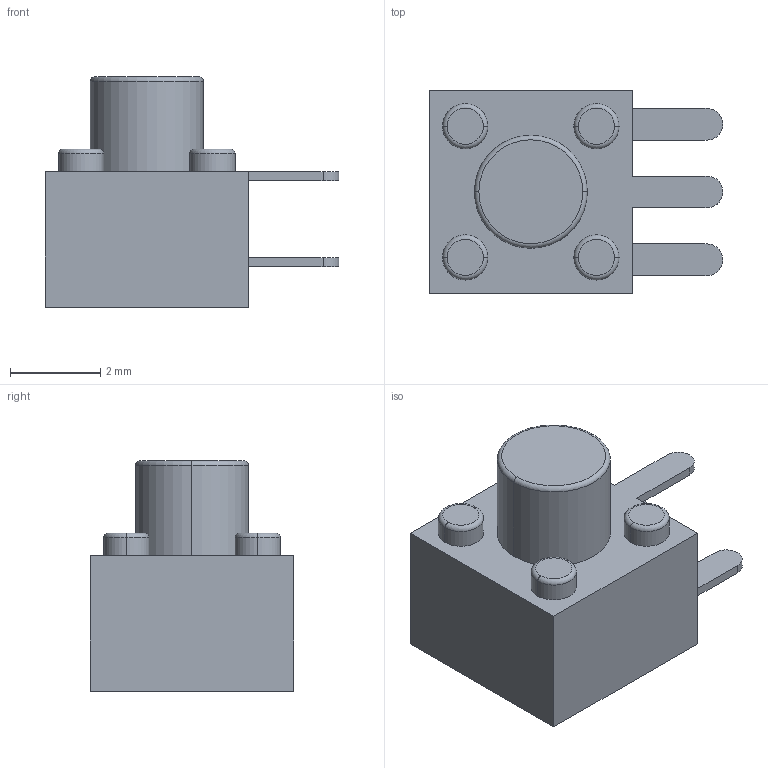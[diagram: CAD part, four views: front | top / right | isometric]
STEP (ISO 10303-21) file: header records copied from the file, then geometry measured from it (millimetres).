
FILE_DESCRIPTION (( 'STEP AP214' ), '1' );
FILE_NAME ('KAN4562-0501C.STEP', '2019-12-10T19:22:28', ( '' ), ( '' ), 'SwSTEP 2.0', 'SolidWorks 2019', '' );
FILE_SCHEMA (( 'AUTOMOTIVE_DESIGN' ));
Length unit declared in the file: millimetre
Products named in the file (1): KAN4562-0501C
Bounding box: 6.5 x 4.5 x 5.1 mm (x, y, z)
Volume: 73.4 mm3; surface area: 126.7 mm2
Topology: 1 solids, 1 shells, 48 faces, 107 edges, 68 vertices
Faces by surface type: plane 22, cylinder 16, torus 10
Entity records: 1707 total; most frequent: DIRECTION 257, CARTESIAN_POINT 224, ORIENTED_EDGE 214, EDGE_CURVE 107, AXIS2_PLACEMENT_3D 101, VERTEX_POINT 68, LINE 55, EDGE_LOOP 55
